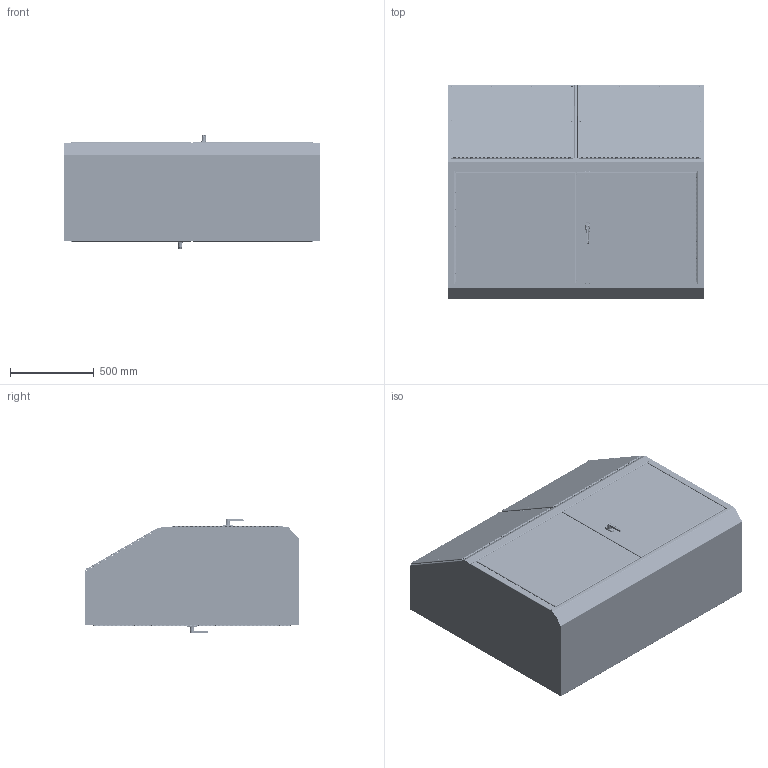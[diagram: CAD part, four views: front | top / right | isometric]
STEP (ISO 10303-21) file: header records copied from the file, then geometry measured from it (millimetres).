
FILE_DESCRIPTION(/* description */ ('WC14, CONSOLE BODY, DD, CS, 50X60X23'),/* implementation_level */ '2;1');
FILE_NAME(/* name */ 'WC1460BD.stp',/* time_stamp */ '2021-03-22T15:09:06-05:00',/* author */ ('kadelman'),/* organization */ (''),/* preprocessor_version */ 'ST-DEVELOPER v18.1',/* originating_system */ 'Autodesk Inventor 2020',/* authorisation */ '');
FILE_SCHEMA (('AUTOMOTIVE_DESIGN { 1 0 10303 214 3 1 1 }'));
Products named in the file (57): WC1460BD; WC14CONSOLEEWP-LS; WC1460BDTOP; WC14CONSOLEEWP-RS; WC1460BDABVDR; WC1460BDBTM; WC1460BDFSDR; WC1460BDBSDR; FUN00106; FUN00100; 37633; 3889; 38846; 3244; 3761; 39036; 3934; ANSI B18.6.3 - 3/8-16 UNC - 1.75; 37032; 37032_1; 37033; 37033_1; 3862; 31215; HFW3762; WC1460BDFRONTDRGSKT; WC1460BDBACKDRGSKT; WC1460BDFLDR; WC1460BDBLDR; WC14_BDFLDRGSKT; WC14_BDBLDRGSKT; H5050135; H5050135_1; H5050135_2; H5050135_3; H5050135_4; H5050135_5; WC1460BDCVP; WC1460BDCVPGSKT; 388115 ...
Assembly tree (121 placements, depth 4):
  WC1460BD
    H5050135_8  x2
    H5050135_6  x2
    H5050135_7  x2
    WC1460BDCVP_1  x2
    WC14CONSOLEEWP-LS
    WC1460BDTOP
    WC14CONSOLEEWP-RS
    WC1460BDABVDR
    WC1460BDBTM
    WC1460BDFSDR
    WC1460BDBSDR
    H5050135_4  x2
    H5050135  x2
    H5050135_2  x2
    H5050135_5  x2
    H5050135_1  x2
    H5050135_3  x2
    FUN00106  x2
    FUN00100  x4
    37633  x2
    3889  x2
    AS 2465 - 3/8  UNC  x4
    388115  x2
    38846  x4
    3244  x2
    3761  x2
    3934  x2
    39036  x4
    ANSI B18.6.3 - 3/8-16 UNC - 1.75  x4
    37033  x2
      37033_1
      3862
      31215
      HFW3762
    37032  x2
      37032_1
      3862
      31215
      HFW3762
    WC1460BDFRONTDRGSKT
    WC1460BDBACKDRGSKT
    WC1460BDFLDR
    WC1460BDBLDR
    WC14_BDFLDRGSKT
    WC14_BDBLDRGSKT
    WC1460BDCVP
    WC1460BDCVPGSKT  x2
    34984  x12
    HFW372235  x12
      HFW372235-WASHER
      HFW372235-SCREW
    HFW312002  x4
      CP10184202R01_Standard
        CP10184202R01_Deep Recess
        CP10184202R03 MODIFY
      CP10184202R02
      CP10184202R04
        _22030_0932_Spring_Plunger__1_b_2
        _22030_0932_Spring_Plunger__1_a_4
Bounding box: 1527.17 x 1273.92 x 677.65 mm (x, y, z)
Volume: 16211119.6 mm3; surface area: 16710326.3 mm2
Topology: 146 solids, 240 shells, 8286 faces, 22022 edges, 14300 vertices
Faces by surface type: plane 4176, cylinder 2344, bspline 1148, cone 294, torus 184, sphere 140
Full cylindrical faces by diameter (mm): 1.5 x4, 2.5 x4, 3.17 x2, 3.175 x6, 3.302 x2, 3.5 x4, 3.505 x400, 3.556 x12, 3.589 x108, 3.962 x12, 4 x6, 4.039 x4, 4.445 x12, 4.724 x96, 4.773 x4, 4.978 x12, 5 x4, 5.16 x40, 6 x4, 6.128 x4, 6.172 x4, 6.299 x12, 6.35 x32, 6.528 x12, 6.535 x32, 7.144 x4, 7.798 x4, 7.938 x48, 8.153 x4, 8.382 x8
Entity records: 147213 total; most frequent: CARTESIAN_POINT 57182, ORIENTED_EDGE 18522, DIRECTION 16652, EDGE_CURVE 9261, VERTEX_POINT 5962, LINE 5770, VECTOR 5770, AXIS2_PLACEMENT_3D 5441
